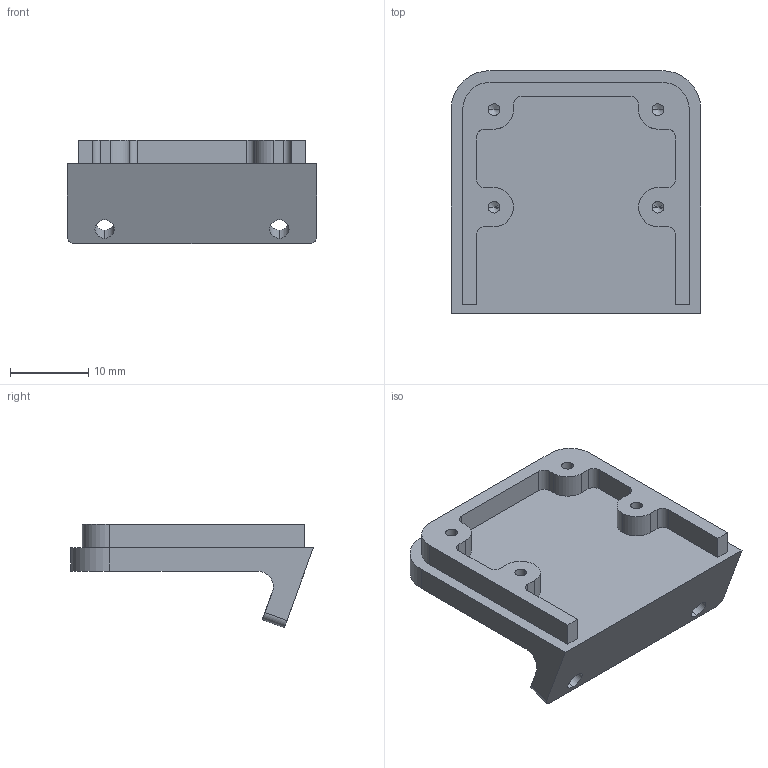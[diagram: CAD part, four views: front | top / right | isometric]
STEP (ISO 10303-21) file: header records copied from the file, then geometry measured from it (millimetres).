
FILE_DESCRIPTION (( 'STEP AP214' ), '1' );
FILE_NAME ('nap camera top.STEP', '2018-07-09T07:19:47', ( '' ), ( '' ), 'SwSTEP 2.0', 'SolidWorks 2018', '' );
FILE_SCHEMA (( 'AUTOMOTIVE_DESIGN' ));
Length unit declared in the file: millimetre
Products named in the file (1): nap camera top
Bounding box: 32 x 31.09 x 13.24 mm (x, y, z)
Volume: 4250.3 mm3; surface area: 3383.5 mm2
Topology: 1 solids, 1 shells, 67 faces, 184 edges, 116 vertices
Faces by surface type: cylinder 32, plane 27, cone 8
Entity records: 2124 total; most frequent: DIRECTION 376, CARTESIAN_POINT 360, ORIENTED_EDGE 352, EDGE_CURVE 176, AXIS2_PLACEMENT_3D 132, VERTEX_POINT 116, LINE 112, VECTOR 112
